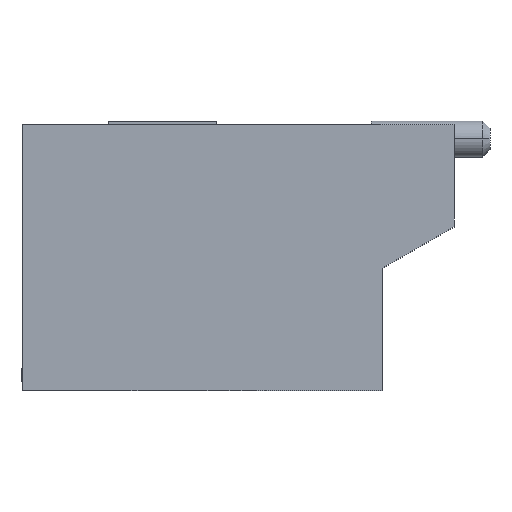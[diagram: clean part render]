
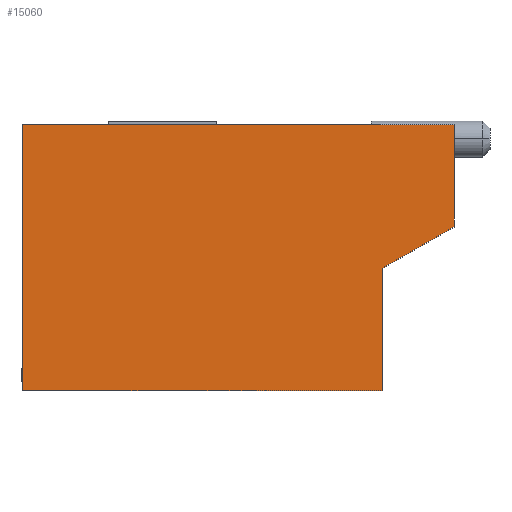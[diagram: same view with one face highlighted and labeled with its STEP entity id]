
A CAD part, left-side view. The second image highlights one B-rep face of the part: STEP entity #15060.
In plain terms, the highlighted planar face has unit normal (-1, 0, 0).
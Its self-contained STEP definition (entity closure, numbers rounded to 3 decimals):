
#8350=CARTESIAN_POINT('',(-13.5,-5.,-0.));
#8360=VERTEX_POINT('',#8350);
#8390=CARTESIAN_POINT('',(-13.5,-5.,1.7));
#8400=DIRECTION('',(0.,0.,-1.));
#8410=VECTOR('',#8400,1.7);
#8420=LINE('',#8390,#8410);
#8430=CARTESIAN_POINT('',(-13.5,-5.,1.7));
#8440=VERTEX_POINT('',#8430);
#8450=EDGE_CURVE('',#8440,#8360,#8420,.T.);
#13300=CARTESIAN_POINT('',(-13.5,0.,3.7));
#13310=VERTEX_POINT('',#13300);
#13340=CARTESIAN_POINT('',(-13.5,0.,3.7));
#13350=DIRECTION('',(0.,0.,-1.));
#13360=VECTOR('',#13350,3.7);
#13370=LINE('',#13340,#13360);
#13380=CARTESIAN_POINT('',(-13.5,0.,-0.));
#13390=VERTEX_POINT('',#13380);
#13400=EDGE_CURVE('',#13310,#13390,#13370,.T.);
#14110=CARTESIAN_POINT('',(-13.5,-6.,2.277));
#14120=DIRECTION('',(0.,0.866,-0.5));
#14130=VECTOR('',#14120,1.155);
#14140=LINE('',#14110,#14130);
#14150=CARTESIAN_POINT('',(-13.5,-6.,2.277));
#14160=VERTEX_POINT('',#14150);
#14170=EDGE_CURVE('',#14160,#8440,#14140,.T.);
#14760=CARTESIAN_POINT('',(-13.5,-3.323,0.));
#14770=DIRECTION('',(-1.,-0.,0.));
#14780=DIRECTION('',(0.,-1.,0.));
#14790=AXIS2_PLACEMENT_3D('',#14760,#14770,#14780);
#14800=PLANE('',#14790);
#14810=CARTESIAN_POINT('',(-13.5,-1.1,3.7));
#14820=DIRECTION('',(0.,1.,0.));
#14830=VECTOR('',#14820,1.);
#14840=LINE('',#14810,#14830);
#14850=CARTESIAN_POINT('',(-13.5,-6.,3.7));
#14860=VERTEX_POINT('',#14850);
#14870=EDGE_CURVE('',#14860,#13310,#14840,.T.);
#14880=ORIENTED_EDGE('',*,*,#14870,.T.);
#14890=CARTESIAN_POINT('',(-13.5,-6.,2.277));
#14900=DIRECTION('',(0.,0.,1.));
#14910=VECTOR('',#14900,1.423);
#14920=LINE('',#14890,#14910);
#14930=EDGE_CURVE('',#14160,#14860,#14920,.T.);
#14940=ORIENTED_EDGE('',*,*,#14930,.T.);
#14950=ORIENTED_EDGE('',*,*,#14170,.F.);
#14960=ORIENTED_EDGE('',*,*,#8450,.F.);
#14970=CARTESIAN_POINT('',(-13.5,0.,0.));
#14980=DIRECTION('',(0.,-1.,0.));
#14990=VECTOR('',#14980,0.927);
#15000=LINE('',#14970,#14990);
#15010=EDGE_CURVE('',#13390,#8360,#15000,.T.);
#15020=ORIENTED_EDGE('',*,*,#15010,.T.);
#15030=ORIENTED_EDGE('',*,*,#13400,.T.);
#15040=EDGE_LOOP('',(#15030,#15020,#14960,#14950,#14940,#14880));
#15050=FACE_OUTER_BOUND('',#15040,.T.);
#15060=ADVANCED_FACE('',(#15050),#14800,.T.);
